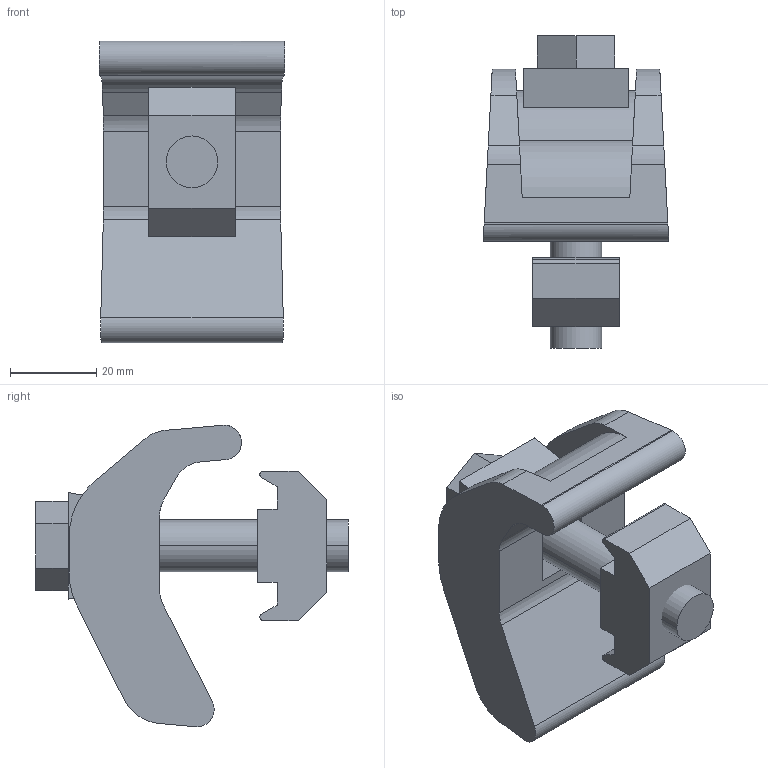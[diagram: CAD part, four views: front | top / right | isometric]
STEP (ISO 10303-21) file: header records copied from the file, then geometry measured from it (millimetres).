
FILE_DESCRIPTION (( 'STEP AP214' ), '1' );
FILE_NAME ('6355805.STP', '2018-12-15T10:28:04', ( '' ), ( '' ), 'SwSTEP 2.0', 'SolidWorks 2018', '' );
FILE_SCHEMA (( 'AUTOMOTIVE_DESIGN' ));
Length unit declared in the file: millimetre
Products named in the file (5): 6355805; KTS 03.002-103_Standard; KTS 14.033-004; 043520_ISO 4014 - M12 x 65; KTS 03.002-104_Standard
Assembly tree (4 placements, depth 2):
  6355805
    KTS 03.002-103_Standard
    KTS 14.033-004
    043520_ISO 4014 - M12 x 65
    KTS 03.002-104_Standard
Bounding box: 43.08 x 72.5 x 70 mm (x, y, z)
Volume: 58307.2 mm3; surface area: 20757.5 mm2
Topology: 4 solids, 4 shells, 75 faces, 198 edges, 132 vertices
Faces by surface type: plane 50, cylinder 25
Entity records: 2784 total; most frequent: CARTESIAN_POINT 604, ORIENTED_EDGE 396, DIRECTION 344, EDGE_CURVE 198, LINE 144, VECTOR 144, VERTEX_POINT 132, AXIS2_PLACEMENT_3D 100
